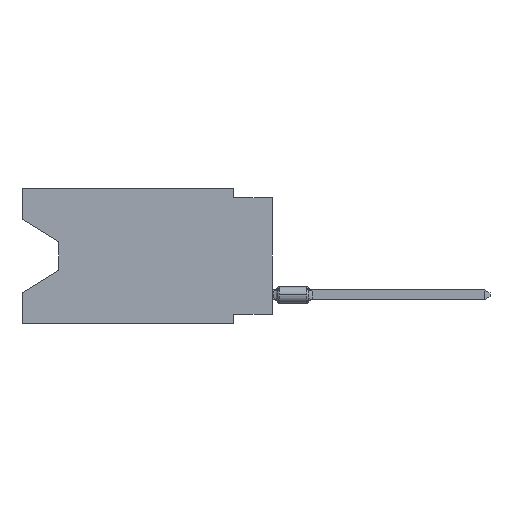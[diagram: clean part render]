
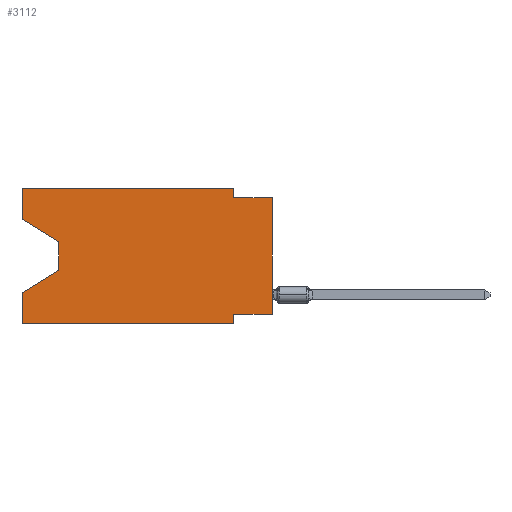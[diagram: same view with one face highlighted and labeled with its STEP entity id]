
A CAD part, left-side view. The second image highlights one B-rep face of the part: STEP entity #3112.
In plain terms, the highlighted planar face has unit normal (-1, 0, 0).
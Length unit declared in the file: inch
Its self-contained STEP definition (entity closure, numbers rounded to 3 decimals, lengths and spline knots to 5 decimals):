
#219 = VERTEX_POINT ( 'NONE', #1386 ) ;
#315 = EDGE_CURVE ( 'NONE', #219, #14685, #16880, .T. ) ;
#423 = ORIENTED_EDGE ( 'NONE', *, *, #3877, .F. ) ;
#436 = ORIENTED_EDGE ( 'NONE', *, *, #2066, .F. ) ;
#634 = CARTESIAN_POINT ( 'NONE',  ( 0., 0., -0.325 ) ) ;
#847 = LINE ( 'NONE', #11015, #3594 ) ;
#1386 = CARTESIAN_POINT ( 'NONE',  ( 0., 0.1, -0.025 ) ) ;
#1524 = DIRECTION ( 'NONE',  ( 0., 0., 1. ) ) ;
#1553 = EDGE_CURVE ( 'NONE', #3768, #11906, #9926, .T. ) ;
#1795 = ORIENTED_EDGE ( 'NONE', *, *, #315, .F. ) ;
#1822 = LINE ( 'NONE', #15754, #16822 ) ;
#1871 = CARTESIAN_POINT ( 'NONE',  ( 0., 0.1, -0.35 ) ) ;
#1932 = CARTESIAN_POINT ( 'NONE',  ( 0., 0.55, -0.138 ) ) ;
#2066 = EDGE_CURVE ( 'NONE', #12193, #219, #2087, .T. ) ;
#2087 = LINE ( 'NONE', #6470, #12986 ) ;
#2270 = DIRECTION ( 'NONE',  ( 0., 0., -1. ) ) ;
#2307 = ORIENTED_EDGE ( 'NONE', *, *, #2675, .T. ) ;
#2335 = DIRECTION ( 'NONE',  ( 0., -1., 0. ) ) ;
#2360 = VECTOR ( 'NONE', #1524, 39.37008 ) ;
#2650 = VERTEX_POINT ( 'NONE', #8091 ) ;
#2675 = EDGE_CURVE ( 'NONE', #2650, #12265, #16541, .T. ) ;
#2795 = CARTESIAN_POINT ( 'NONE',  ( 0., 0.1, 0. ) ) ;
#3112 = ADVANCED_FACE ( 'NONE', ( #6612 ), #16425, .F. ) ;
#3140 = CARTESIAN_POINT ( 'NONE',  ( 0., 0.645, 0. ) ) ;
#3236 = ORIENTED_EDGE ( 'NONE', *, *, #7203, .F. ) ;
#3251 = CARTESIAN_POINT ( 'NONE',  ( 0., 0.645, 0. ) ) ;
#3294 = DIRECTION ( 'NONE',  ( 0., -1., 0. ) ) ;
#3320 = DIRECTION ( 'NONE',  ( 0., 0., 1. ) ) ;
#3353 = CARTESIAN_POINT ( 'NONE',  ( 0., 0.55, -0.212 ) ) ;
#3505 = CARTESIAN_POINT ( 'NONE',  ( 0., 0., -0.025 ) ) ;
#3542 = ORIENTED_EDGE ( 'NONE', *, *, #12840, .F. ) ;
#3594 = VECTOR ( 'NONE', #10922, 39.37008 ) ;
#3653 = LINE ( 'NONE', #14827, #12741 ) ;
#3750 = VERTEX_POINT ( 'NONE', #634 ) ;
#3768 = VERTEX_POINT ( 'NONE', #1932 ) ;
#3868 = CARTESIAN_POINT ( 'NONE',  ( 0., 0.645, 0. ) ) ;
#3877 = EDGE_CURVE ( 'NONE', #5768, #12193, #9342, .T. ) ;
#3927 = DIRECTION ( 'NONE',  ( 0., 1., 0. ) ) ;
#4329 = VERTEX_POINT ( 'NONE', #17760 ) ;
#4568 = DIRECTION ( 'NONE',  ( 0., -0.855, -0.519 ) ) ;
#4601 = DIRECTION ( 'NONE',  ( 0., 0., -1. ) ) ;
#4800 = EDGE_LOOP ( 'NONE', ( #16730, #12969, #12598, #11218, #2307, #3236, #3542, #8259, #1795, #436, #423, #13247 ) ) ;
#5562 = AXIS2_PLACEMENT_3D ( 'NONE', #3868, #13765, #6516 ) ;
#5598 = EDGE_CURVE ( 'NONE', #2650, #4329, #12524, .T. ) ;
#5768 = VERTEX_POINT ( 'NONE', #3251 ) ;
#5896 = VECTOR ( 'NONE', #4601, 39.37008 ) ;
#6470 = CARTESIAN_POINT ( 'NONE',  ( 0., 0.1, 0. ) ) ;
#6516 = DIRECTION ( 'NONE',  ( 0., 0., -1. ) ) ;
#6612 = FACE_OUTER_BOUND ( 'NONE', #4800, .T. ) ;
#6936 = VECTOR ( 'NONE', #3320, 39.37008 ) ;
#7187 = CARTESIAN_POINT ( 'NONE',  ( 0., 0.645, 0. ) ) ;
#7203 = EDGE_CURVE ( 'NONE', #13073, #12265, #17601, .T. ) ;
#7850 = CARTESIAN_POINT ( 'NONE',  ( 0., 0.645, -0.08025 ) ) ;
#8091 = CARTESIAN_POINT ( 'NONE',  ( 0., 0.645, -0.35 ) ) ;
#8259 = ORIENTED_EDGE ( 'NONE', *, *, #8495, .T. ) ;
#8495 = EDGE_CURVE ( 'NONE', #3750, #14685, #847, .T. ) ;
#8545 = DIRECTION ( 'NONE',  ( 0., 0.855, -0.519 ) ) ;
#8606 = CARTESIAN_POINT ( 'NONE',  ( 0., 0., -0.025 ) ) ;
#8891 = VECTOR ( 'NONE', #12494, 39.37008 ) ;
#9342 = LINE ( 'NONE', #10800, #10791 ) ;
#9926 = LINE ( 'NONE', #15696, #8891 ) ;
#10079 = EDGE_CURVE ( 'NONE', #15736, #3768, #1822, .T. ) ;
#10617 = CARTESIAN_POINT ( 'NONE',  ( 0., 0.1, -0.35 ) ) ;
#10791 = VECTOR ( 'NONE', #13469, 39.37008 ) ;
#10800 = CARTESIAN_POINT ( 'NONE',  ( 0., 0.645, 0. ) ) ;
#10922 = DIRECTION ( 'NONE',  ( 0., 0., 1. ) ) ;
#11015 = CARTESIAN_POINT ( 'NONE',  ( 0., 0., 0. ) ) ;
#11037 = VECTOR ( 'NONE', #3294, 39.37008 ) ;
#11218 = ORIENTED_EDGE ( 'NONE', *, *, #5598, .F. ) ;
#11906 = VERTEX_POINT ( 'NONE', #3353 ) ;
#12074 = EDGE_CURVE ( 'NONE', #11906, #4329, #15178, .T. ) ;
#12193 = VERTEX_POINT ( 'NONE', #2795 ) ;
#12220 = VECTOR ( 'NONE', #2335, 39.37008 ) ;
#12265 = VERTEX_POINT ( 'NONE', #1871 ) ;
#12407 = CARTESIAN_POINT ( 'NONE',  ( 0., 0.645, -0.35 ) ) ;
#12494 = DIRECTION ( 'NONE',  ( 0., 0., -1. ) ) ;
#12524 = LINE ( 'NONE', #7187, #2360 ) ;
#12598 = ORIENTED_EDGE ( 'NONE', *, *, #12074, .T. ) ;
#12691 = CARTESIAN_POINT ( 'NONE',  ( 0., 0.55, -0.212 ) ) ;
#12741 = VECTOR ( 'NONE', #3927, 39.37008 ) ;
#12840 = EDGE_CURVE ( 'NONE', #3750, #13073, #3653, .T. ) ;
#12969 = ORIENTED_EDGE ( 'NONE', *, *, #1553, .T. ) ;
#12986 = VECTOR ( 'NONE', #2270, 39.37008 ) ;
#13073 = VERTEX_POINT ( 'NONE', #16852 ) ;
#13247 = ORIENTED_EDGE ( 'NONE', *, *, #14779, .F. ) ;
#13469 = DIRECTION ( 'NONE',  ( 0., -1., 0. ) ) ;
#13765 = DIRECTION ( 'NONE',  ( 1., 0., 0. ) ) ;
#14589 = LINE ( 'NONE', #3140, #6936 ) ;
#14685 = VERTEX_POINT ( 'NONE', #3505 ) ;
#14779 = EDGE_CURVE ( 'NONE', #15736, #5768, #14589, .T. ) ;
#14827 = CARTESIAN_POINT ( 'NONE',  ( 0., 0., -0.325 ) ) ;
#15178 = LINE ( 'NONE', #12691, #17716 ) ;
#15696 = CARTESIAN_POINT ( 'NONE',  ( 0., 0.55, -0.138 ) ) ;
#15736 = VERTEX_POINT ( 'NONE', #7850 ) ;
#15754 = CARTESIAN_POINT ( 'NONE',  ( 0., 0.645, -0.08025 ) ) ;
#16425 = PLANE ( 'NONE',  #5562 ) ;
#16541 = LINE ( 'NONE', #12407, #12220 ) ;
#16730 = ORIENTED_EDGE ( 'NONE', *, *, #10079, .T. ) ;
#16822 = VECTOR ( 'NONE', #4568, 39.37008 ) ;
#16852 = CARTESIAN_POINT ( 'NONE',  ( 0., 0.1, -0.325 ) ) ;
#16880 = LINE ( 'NONE', #8606, #11037 ) ;
#17601 = LINE ( 'NONE', #10617, #5896 ) ;
#17716 = VECTOR ( 'NONE', #8545, 39.37008 ) ;
#17760 = CARTESIAN_POINT ( 'NONE',  ( 0., 0.645, -0.26975 ) ) ;
